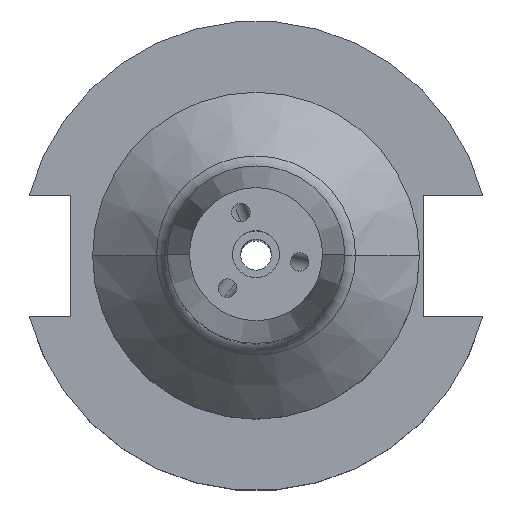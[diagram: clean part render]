
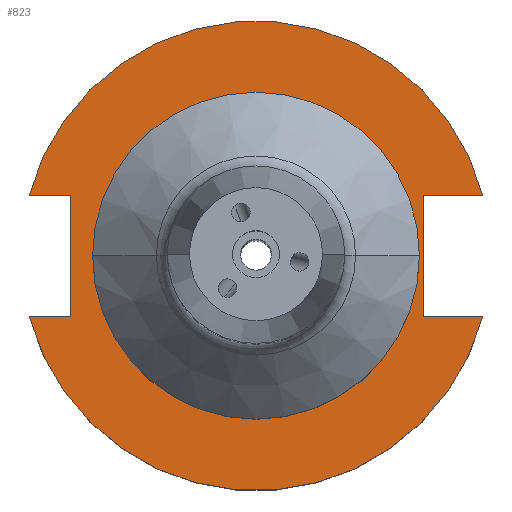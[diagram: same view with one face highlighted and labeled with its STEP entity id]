
A CAD part, top view. The second image highlights one B-rep face of the part: STEP entity #823.
In plain terms, the highlighted planar face has unit normal (0, 0, 1).
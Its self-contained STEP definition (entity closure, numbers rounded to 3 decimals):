
#11 = DIRECTION ( 'NONE',  ( 1., 0., 0. ) ) ;
#46 = AXIS2_PLACEMENT_3D ( 'NONE', #1425, #1445, #1446 ) ;
#83 = ORIENTED_EDGE ( 'NONE', *, *, #2444, .T. ) ;
#156 = CARTESIAN_POINT ( 'NONE',  ( -25.091, 8.191, 19.05 ) ) ;
#164 = VERTEX_POINT ( 'NONE', #1499 ) ;
#191 = ORIENTED_EDGE ( 'NONE', *, *, #599, .T. ) ;
#212 = EDGE_CURVE ( 'NONE', #2480, #1761, #2335, .T. ) ;
#263 = FACE_BOUND ( 'NONE', #551, .T. ) ;
#290 = LINE ( 'NONE', #1565, #810 ) ;
#325 = CARTESIAN_POINT ( 'NONE',  ( -30.675, -8.191, 19.05 ) ) ;
#343 = ORIENTED_EDGE ( 'NONE', *, *, #375, .T. ) ;
#367 = VECTOR ( 'NONE', #1642, 1000. ) ;
#375 = EDGE_CURVE ( 'NONE', #164, #449, #1112, .T. ) ;
#393 = CARTESIAN_POINT ( 'NONE',  ( 0., -8.191, 19.05 ) ) ;
#404 = VERTEX_POINT ( 'NONE', #898 ) ;
#410 = VERTEX_POINT ( 'NONE', #855 ) ;
#447 = LINE ( 'NONE', #1054, #1345 ) ;
#449 = VERTEX_POINT ( 'NONE', #1086 ) ;
#485 = ORIENTED_EDGE ( 'NONE', *, *, #767, .F. ) ;
#488 = CARTESIAN_POINT ( 'NONE',  ( -22.1, 0., 19.05 ) ) ;
#551 = EDGE_LOOP ( 'NONE', ( #2332, #675 ) ) ;
#570 = ORIENTED_EDGE ( 'NONE', *, *, #1722, .F. ) ;
#599 = EDGE_CURVE ( 'NONE', #718, #1761, #1240, .T. ) ;
#675 = ORIENTED_EDGE ( 'NONE', *, *, #1787, .F. ) ;
#696 = VECTOR ( 'NONE', #1182, 1000. ) ;
#718 = VERTEX_POINT ( 'NONE', #325 ) ;
#767 = EDGE_CURVE ( 'NONE', #718, #404, #447, .T. ) ;
#810 = VECTOR ( 'NONE', #1554, 1000. ) ;
#823 = ADVANCED_FACE ( 'NONE', ( #263, #841 ), #1362, .F. ) ;
#827 = LINE ( 'NONE', #1490, #1318 ) ;
#829 = CARTESIAN_POINT ( 'NONE',  ( 0., 0., 19.05 ) ) ;
#835 = DIRECTION ( 'NONE',  ( 0., 0., 1. ) ) ;
#841 = FACE_OUTER_BOUND ( 'NONE', #866, .T. ) ;
#842 = DIRECTION ( 'NONE',  ( 1., 0., 0. ) ) ;
#855 = CARTESIAN_POINT ( 'NONE',  ( 22.1, 0., 19.05 ) ) ;
#866 = EDGE_LOOP ( 'NONE', ( #1583, #485, #191, #985, #83, #570, #343, #1421 ) ) ;
#898 = CARTESIAN_POINT ( 'NONE',  ( -25.091, -8.191, 19.05 ) ) ;
#899 = CARTESIAN_POINT ( 'NONE',  ( 22.606, -8.191, 19.05 ) ) ;
#985 = ORIENTED_EDGE ( 'NONE', *, *, #212, .F. ) ;
#1052 = CIRCLE ( 'NONE', #2055, 22.1 ) ;
#1054 = CARTESIAN_POINT ( 'NONE',  ( -61.091, -8.191, 19.05 ) ) ;
#1069 = DIRECTION ( 'NONE',  ( 1., 0., 0. ) ) ;
#1086 = CARTESIAN_POINT ( 'NONE',  ( -30.675, 8.191, 19.05 ) ) ;
#1112 = CIRCLE ( 'NONE', #2498, 31.75 ) ;
#1125 = CARTESIAN_POINT ( 'NONE',  ( 22.606, 22.1, 19.05 ) ) ;
#1182 = DIRECTION ( 'NONE',  ( 0., 1., 0. ) ) ;
#1240 = CIRCLE ( 'NONE', #1532, 31.75 ) ;
#1274 = VECTOR ( 'NONE', #11, 1000. ) ;
#1318 = VECTOR ( 'NONE', #1503, 1000. ) ;
#1345 = VECTOR ( 'NONE', #1069, 1000. ) ;
#1362 = PLANE ( 'NONE',  #46 ) ;
#1421 = ORIENTED_EDGE ( 'NONE', *, *, #2342, .T. ) ;
#1425 = CARTESIAN_POINT ( 'NONE',  ( 0., 22.1, 19.05 ) ) ;
#1439 = LINE ( 'NONE', #1692, #367 ) ;
#1445 = DIRECTION ( 'NONE',  ( 0., 0., -1. ) ) ;
#1446 = DIRECTION ( 'NONE',  ( -1., 0., 0. ) ) ;
#1490 = CARTESIAN_POINT ( 'NONE',  ( -25.091, 8.191, 19.05 ) ) ;
#1499 = CARTESIAN_POINT ( 'NONE',  ( 30.675, 8.191, 19.05 ) ) ;
#1503 = DIRECTION ( 'NONE',  ( 0., -1., 0. ) ) ;
#1510 = CIRCLE ( 'NONE', #2327, 22.1 ) ;
#1532 = AXIS2_PLACEMENT_3D ( 'NONE', #2385, #2396, #2424 ) ;
#1554 = DIRECTION ( 'NONE',  ( -1., 0., 0. ) ) ;
#1565 = CARTESIAN_POINT ( 'NONE',  ( 0., 8.191, 19.05 ) ) ;
#1583 = ORIENTED_EDGE ( 'NONE', *, *, #2367, .T. ) ;
#1619 = VERTEX_POINT ( 'NONE', #488 ) ;
#1642 = DIRECTION ( 'NONE',  ( 1., 0., 0. ) ) ;
#1692 = CARTESIAN_POINT ( 'NONE',  ( -61.091, 8.191, 19.05 ) ) ;
#1722 = EDGE_CURVE ( 'NONE', #164, #1843, #290, .T. ) ;
#1761 = VERTEX_POINT ( 'NONE', #1897 ) ;
#1787 = EDGE_CURVE ( 'NONE', #1619, #410, #1510, .T. ) ;
#1843 = VERTEX_POINT ( 'NONE', #2446 ) ;
#1897 = CARTESIAN_POINT ( 'NONE',  ( 30.675, -8.191, 19.05 ) ) ;
#1959 = VERTEX_POINT ( 'NONE', #156 ) ;
#2055 = AXIS2_PLACEMENT_3D ( 'NONE', #2379, #2372, #2348 ) ;
#2197 = EDGE_CURVE ( 'NONE', #410, #1619, #1052, .T. ) ;
#2204 = CARTESIAN_POINT ( 'NONE',  ( 0., 0., 19.05 ) ) ;
#2222 = DIRECTION ( 'NONE',  ( 0., 0., 1. ) ) ;
#2228 = DIRECTION ( 'NONE',  ( 1., 0., 0. ) ) ;
#2249 = LINE ( 'NONE', #1125, #696 ) ;
#2327 = AXIS2_PLACEMENT_3D ( 'NONE', #2204, #2222, #2228 ) ;
#2332 = ORIENTED_EDGE ( 'NONE', *, *, #2197, .F. ) ;
#2335 = LINE ( 'NONE', #393, #1274 ) ;
#2342 = EDGE_CURVE ( 'NONE', #449, #1959, #1439, .T. ) ;
#2348 = DIRECTION ( 'NONE',  ( 1., 0., 0. ) ) ;
#2367 = EDGE_CURVE ( 'NONE', #1959, #404, #827, .T. ) ;
#2372 = DIRECTION ( 'NONE',  ( 0., 0., 1. ) ) ;
#2379 = CARTESIAN_POINT ( 'NONE',  ( 0., 0., 19.05 ) ) ;
#2385 = CARTESIAN_POINT ( 'NONE',  ( 0., 0., 19.05 ) ) ;
#2396 = DIRECTION ( 'NONE',  ( 0., 0., 1. ) ) ;
#2424 = DIRECTION ( 'NONE',  ( 1., 0., 0. ) ) ;
#2444 = EDGE_CURVE ( 'NONE', #2480, #1843, #2249, .T. ) ;
#2446 = CARTESIAN_POINT ( 'NONE',  ( 22.606, 8.191, 19.05 ) ) ;
#2480 = VERTEX_POINT ( 'NONE', #899 ) ;
#2498 = AXIS2_PLACEMENT_3D ( 'NONE', #829, #835, #842 ) ;
